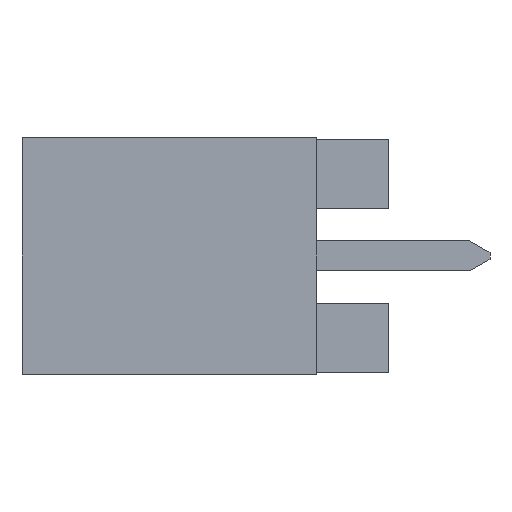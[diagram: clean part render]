
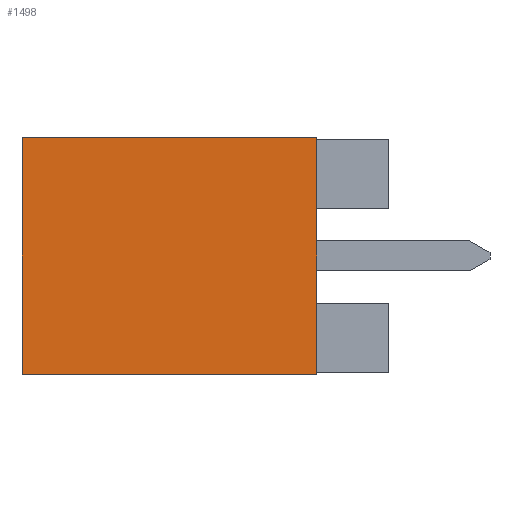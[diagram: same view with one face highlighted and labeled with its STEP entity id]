
A CAD part, left-side view. The second image highlights one B-rep face of the part: STEP entity #1498.
In plain terms, the highlighted planar face has unit normal (-1, 0, 0).
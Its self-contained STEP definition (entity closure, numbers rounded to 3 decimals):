
#768 = CARTESIAN_POINT ( 'NONE',  ( -11.4, 10.2, 4.1 ) ) ;
#1498 = ADVANCED_FACE ( 'NONE', ( #9734 ), #10748, .F. ) ;
#1573 = CARTESIAN_POINT ( 'NONE',  ( -11.4, 10.2, -4.1 ) ) ;
#1598 = DIRECTION ( 'NONE',  ( 0., 0., 1. ) ) ;
#1629 = DIRECTION ( 'NONE',  ( 0., -1., 0. ) ) ;
#1677 = CARTESIAN_POINT ( 'NONE',  ( -11.4, 10.2, -4.1 ) ) ;
#1702 = EDGE_LOOP ( 'NONE', ( #2168, #6891, #2466, #1785 ) ) ;
#1785 = ORIENTED_EDGE ( 'NONE', *, *, #9841, .T. ) ;
#2168 = ORIENTED_EDGE ( 'NONE', *, *, #5152, .T. ) ;
#2466 = ORIENTED_EDGE ( 'NONE', *, *, #6815, .F. ) ;
#2974 = VECTOR ( 'NONE', #1629, 1000. ) ;
#5152 = EDGE_CURVE ( 'NONE', #5844, #6743, #10741, .T. ) ;
#5158 = CARTESIAN_POINT ( 'NONE',  ( -11.4, 10.2, -4.1 ) ) ;
#5204 = LINE ( 'NONE', #768, #2974 ) ;
#5622 = LINE ( 'NONE', #5158, #9810 ) ;
#5844 = VERTEX_POINT ( 'NONE', #8723 ) ;
#5926 = CARTESIAN_POINT ( 'NONE',  ( -11.4, 0., 4.1 ) ) ;
#6166 = VERTEX_POINT ( 'NONE', #1677 ) ;
#6376 = AXIS2_PLACEMENT_3D ( 'NONE', #10556, #10597, #10423 ) ;
#6489 = LINE ( 'NONE', #1573, #10665 ) ;
#6743 = VERTEX_POINT ( 'NONE', #5926 ) ;
#6815 = EDGE_CURVE ( 'NONE', #6166, #10629, #5622, .T. ) ;
#6891 = ORIENTED_EDGE ( 'NONE', *, *, #8316, .F. ) ;
#6897 = CARTESIAN_POINT ( 'NONE',  ( -11.4, 10.2, 4.1 ) ) ;
#8316 = EDGE_CURVE ( 'NONE', #10629, #6743, #5204, .T. ) ;
#8496 = VECTOR ( 'NONE', #1598, 1000. ) ;
#8723 = CARTESIAN_POINT ( 'NONE',  ( -11.4, 0., -4.1 ) ) ;
#9108 = CARTESIAN_POINT ( 'NONE',  ( -11.4, 0., -4.1 ) ) ;
#9118 = DIRECTION ( 'NONE',  ( 0., -1., 0. ) ) ;
#9325 = DIRECTION ( 'NONE',  ( 0., 0., 1. ) ) ;
#9734 = FACE_OUTER_BOUND ( 'NONE', #1702, .T. ) ;
#9810 = VECTOR ( 'NONE', #9325, 1000. ) ;
#9841 = EDGE_CURVE ( 'NONE', #6166, #5844, #6489, .T. ) ;
#10423 = DIRECTION ( 'NONE',  ( 0., 0., -1. ) ) ;
#10556 = CARTESIAN_POINT ( 'NONE',  ( -11.4, 10.2, -4.1 ) ) ;
#10597 = DIRECTION ( 'NONE',  ( 1., 0., 0. ) ) ;
#10629 = VERTEX_POINT ( 'NONE', #6897 ) ;
#10665 = VECTOR ( 'NONE', #9118, 1000. ) ;
#10741 = LINE ( 'NONE', #9108, #8496 ) ;
#10748 = PLANE ( 'NONE',  #6376 ) ;
